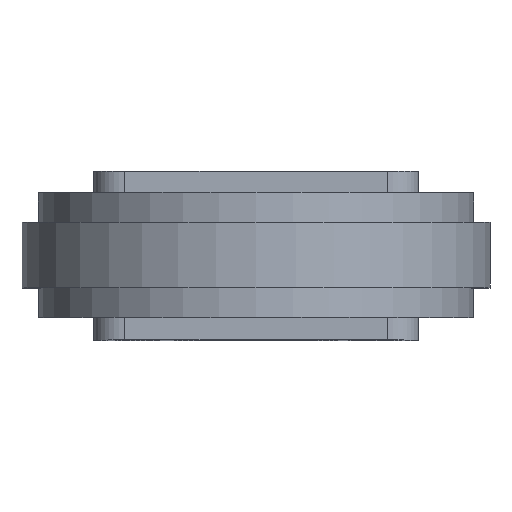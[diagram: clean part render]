
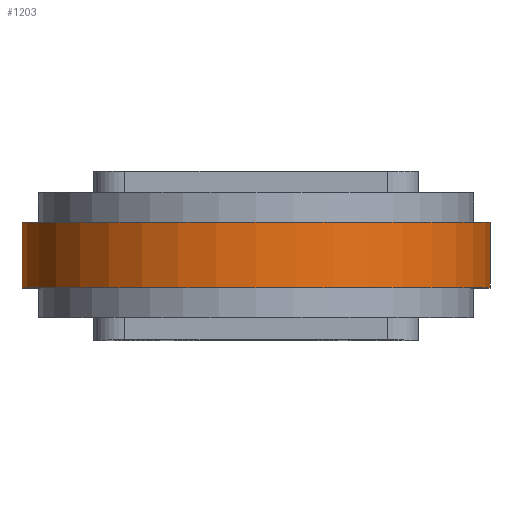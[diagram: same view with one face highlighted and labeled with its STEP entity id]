
A CAD part, top view. The second image highlights one B-rep face of the part: STEP entity #1203.
In plain terms, the highlighted cylindrical face has radius 37.5 mm (diameter 75 mm), a partial arc.
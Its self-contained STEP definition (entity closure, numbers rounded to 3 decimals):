
#1203=ADVANCED_FACE('',(#2684),#2685,.T.);
#2684=FACE_OUTER_BOUND('',#4415,.T.);
#2685=CYLINDRICAL_SURFACE('',#4416,37.5);
#4415=EDGE_LOOP('',(#8164,#8165,#8166,#8167));
#4416=AXIS2_PLACEMENT_3D('',#8168,#8169,#8170);
#8164=ORIENTED_EDGE('',*,*,#11336,.T.);
#8165=ORIENTED_EDGE('',*,*,#11528,.T.);
#8166=ORIENTED_EDGE('',*,*,#11327,.T.);
#8167=ORIENTED_EDGE('',*,*,#11530,.T.);
#8168=CARTESIAN_POINT('',(0.0,-3.5,96.5));
#8169=DIRECTION('',(0.0,-1.0,0.0));
#8170=DIRECTION('',(1.,0.0,0.));
#11327=EDGE_CURVE('',#13860,#13858,#13861,.T.);
#11336=EDGE_CURVE('',#13876,#13874,#13877,.T.);
#11528=EDGE_CURVE('',#13874,#13860,#14238,.T.);
#11530=EDGE_CURVE('',#13858,#13876,#14240,.T.);
#13858=VERTEX_POINT('',#17348);
#13860=VERTEX_POINT('',#17351);
#13861=LINE('',#17352,#17353);
#13874=VERTEX_POINT('',#17371);
#13876=VERTEX_POINT('',#17374);
#13877=LINE('',#17375,#17376);
#14238=CIRCLE('',#17845,37.5);
#14240=CIRCLE('',#17847,37.5);
#17348=CARTESIAN_POINT('',(37.47,-8.25,98.0));
#17351=CARTESIAN_POINT('',(37.47,-18.75,98.0));
#17352=CARTESIAN_POINT('',(37.47,-13.5,98.0));
#17353=VECTOR('',#20490,1.0);
#17371=CARTESIAN_POINT('',(-37.47,-18.75,98.0));
#17374=CARTESIAN_POINT('',(-37.47,-8.25,98.0));
#17375=CARTESIAN_POINT('',(-37.47,-13.5,98.0));
#17376=VECTOR('',#20500,1.0);
#17845=AXIS2_PLACEMENT_3D('',#20831,#20832,#20833);
#17847=AXIS2_PLACEMENT_3D('',#20834,#20835,#20836);
#20490=DIRECTION('',(-0.0,1.0,-0.0));
#20500=DIRECTION('',(0.0,-1.0,0.0));
#20831=CARTESIAN_POINT('',(0.0,-18.75,96.5));
#20832=DIRECTION('',(-0.0,1.0,0.0));
#20833=DIRECTION('',(1.,0.0,0.));
#20834=CARTESIAN_POINT('',(0.0,-8.25,96.5));
#20835=DIRECTION('',(0.0,-1.0,0.0));
#20836=DIRECTION('',(1.,0.0,0.));
